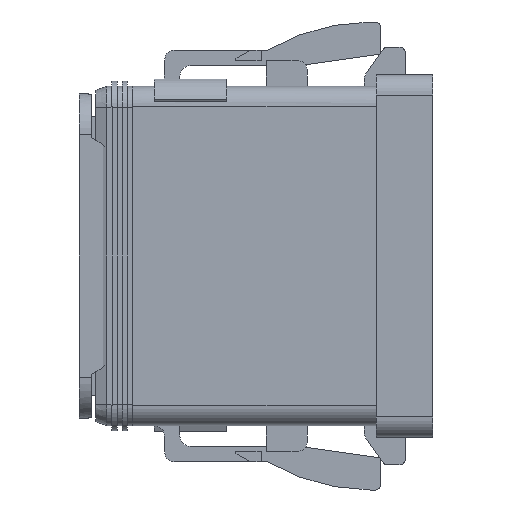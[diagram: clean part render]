
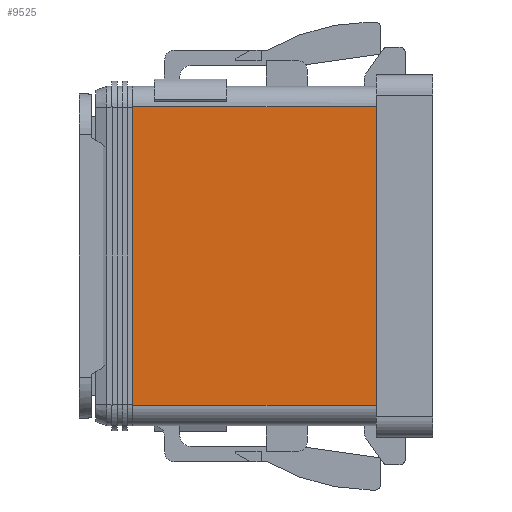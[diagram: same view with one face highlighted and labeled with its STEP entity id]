
A CAD part, front view. The second image highlights one B-rep face of the part: STEP entity #9525.
In plain terms, the highlighted face is planar.
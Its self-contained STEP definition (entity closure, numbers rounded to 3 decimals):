
#2526=ORIENTED_EDGE('',*,*,#4365,.T.);
#2527=ORIENTED_EDGE('',*,*,#4366,.F.);
#2528=ORIENTED_EDGE('',*,*,#3942,.F.);
#2529=ORIENTED_EDGE('',*,*,#3862,.T.);
#3862=EDGE_CURVE('',#5055,#5054,#5986,.T.);
#3942=EDGE_CURVE('',#5055,#5131,#6059,.T.);
#4365=EDGE_CURVE('',#5054,#5432,#6401,.T.);
#4366=EDGE_CURVE('',#5131,#5432,#6402,.T.);
#5054=VERTEX_POINT('',#14483);
#5055=VERTEX_POINT('',#14485);
#5131=VERTEX_POINT('',#14645);
#5432=VERTEX_POINT('',#15490);
#5986=LINE('',#14484,#7035);
#6059=LINE('',#14644,#7108);
#6401=LINE('',#15489,#7450);
#6402=LINE('',#15491,#7451);
#7035=VECTOR('',#11776,1000.);
#7108=VECTOR('',#11871,1000.);
#7450=VECTOR('',#12617,1000.);
#7451=VECTOR('',#12618,1000.);
#8105=EDGE_LOOP('',(#2526,#2527,#2528,#2529));
#8682=FACE_BOUND('',#8105,.T.);
#9065=PLANE('',#10355);
#9525=ADVANCED_FACE('',(#8682),#9065,.F.);
#10355=AXIS2_PLACEMENT_3D('',#15488,#12615,#12616);
#11776=DIRECTION('',(-1.,0.,0.));
#11871=DIRECTION('',(0.,0.,1.));
#12615=DIRECTION('',(0.,-1.,0.));
#12616=DIRECTION('',(0.,0.,-1.));
#12617=DIRECTION('',(0.,0.,1.));
#12618=DIRECTION('',(-1.,0.,0.));
#14483=CARTESIAN_POINT('',(3.,9.15,-14.5));
#14484=CARTESIAN_POINT('',(30.7,9.15,-14.5));
#14485=CARTESIAN_POINT('',(30.7,9.15,-14.5));
#14644=CARTESIAN_POINT('',(30.7,9.15,-14.5));
#14645=CARTESIAN_POINT('',(30.7,9.15,14.5));
#15488=CARTESIAN_POINT('',(30.7,9.15,-14.5));
#15489=CARTESIAN_POINT('',(3.,9.15,-14.5));
#15490=CARTESIAN_POINT('',(3.,9.15,14.5));
#15491=CARTESIAN_POINT('',(30.7,9.15,14.5));
